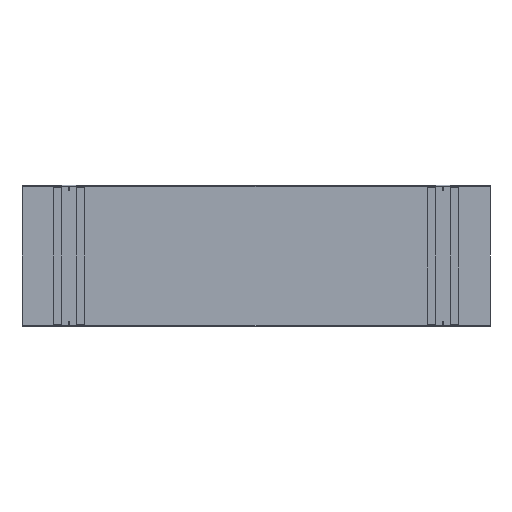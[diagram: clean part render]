
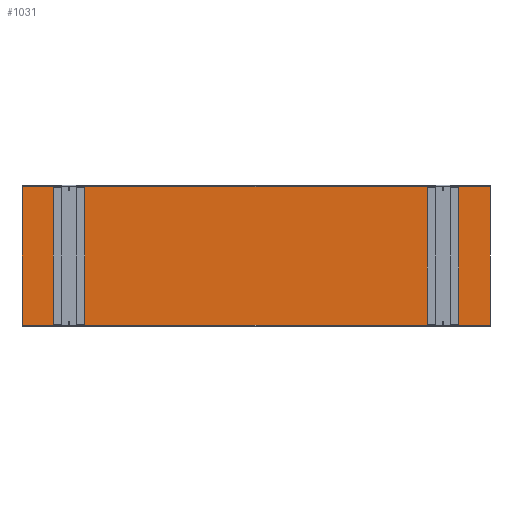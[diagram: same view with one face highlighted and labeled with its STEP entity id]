
A CAD part, front view. The second image highlights one B-rep face of the part: STEP entity #1031.
In plain terms, the highlighted planar face has unit normal (0, -1, 0).
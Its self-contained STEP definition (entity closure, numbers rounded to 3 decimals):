
#298 = DIRECTION ( 'NONE',  ( 1., 0., 0. ) ) ;
#478 = VERTEX_POINT ( 'NONE', #5806 ) ;
#1031 = ADVANCED_FACE ( 'NONE', ( #15627 ), #9405, .T. ) ;
#1582 = CARTESIAN_POINT ( 'NONE',  ( 1495., -4., -442. ) ) ;
#2482 = DIRECTION ( 'NONE',  ( 0., -1., 0. ) ) ;
#2579 = EDGE_CURVE ( 'NONE', #478, #3823, #14076, .T. ) ;
#2830 = VECTOR ( 'NONE', #13916, 1000. ) ;
#3034 = CARTESIAN_POINT ( 'NONE',  ( 1495., -4., 442. ) ) ;
#3538 = ORIENTED_EDGE ( 'NONE', *, *, #2579, .F. ) ;
#3823 = VERTEX_POINT ( 'NONE', #12640 ) ;
#3854 = CARTESIAN_POINT ( 'NONE',  ( 1495., -4., -442. ) ) ;
#3888 = CARTESIAN_POINT ( 'NONE',  ( 0., -4., 0. ) ) ;
#3901 = CARTESIAN_POINT ( 'NONE',  ( -1495., -4., 450. ) ) ;
#5129 = DIRECTION ( 'NONE',  ( -1., 0., 0. ) ) ;
#5437 = VERTEX_POINT ( 'NONE', #3034 ) ;
#5460 = LINE ( 'NONE', #9167, #10664 ) ;
#5806 = CARTESIAN_POINT ( 'NONE',  ( -1495., -4., -442. ) ) ;
#6338 = DIRECTION ( 'NONE',  ( 0., 0., -1. ) ) ;
#7222 = CARTESIAN_POINT ( 'NONE',  ( 1495., -4., 450. ) ) ;
#8415 = VERTEX_POINT ( 'NONE', #3854 ) ;
#8915 = EDGE_CURVE ( 'NONE', #8415, #478, #12861, .T. ) ;
#9128 = ORIENTED_EDGE ( 'NONE', *, *, #15241, .F. ) ;
#9167 = CARTESIAN_POINT ( 'NONE',  ( -1495., -4., 442. ) ) ;
#9273 = ORIENTED_EDGE ( 'NONE', *, *, #8915, .F. ) ;
#9405 = PLANE ( 'NONE',  #10975 ) ;
#9900 = ORIENTED_EDGE ( 'NONE', *, *, #13989, .F. ) ;
#10664 = VECTOR ( 'NONE', #298, 1000. ) ;
#10688 = VECTOR ( 'NONE', #13233, 1000. ) ;
#10975 = AXIS2_PLACEMENT_3D ( 'NONE', #3888, #2482, #6338 ) ;
#12356 = VECTOR ( 'NONE', #5129, 1000. ) ;
#12640 = CARTESIAN_POINT ( 'NONE',  ( -1495., -4., 442. ) ) ;
#12861 = LINE ( 'NONE', #1582, #12356 ) ;
#13233 = DIRECTION ( 'NONE',  ( 0., 0., -1. ) ) ;
#13473 = LINE ( 'NONE', #7222, #10688 ) ;
#13916 = DIRECTION ( 'NONE',  ( 0., 0., 1. ) ) ;
#13989 = EDGE_CURVE ( 'NONE', #3823, #5437, #5460, .T. ) ;
#14076 = LINE ( 'NONE', #3901, #2830 ) ;
#14699 = EDGE_LOOP ( 'NONE', ( #3538, #9273, #9128, #9900 ) ) ;
#15241 = EDGE_CURVE ( 'NONE', #5437, #8415, #13473, .T. ) ;
#15627 = FACE_OUTER_BOUND ( 'NONE', #14699, .T. ) ;
